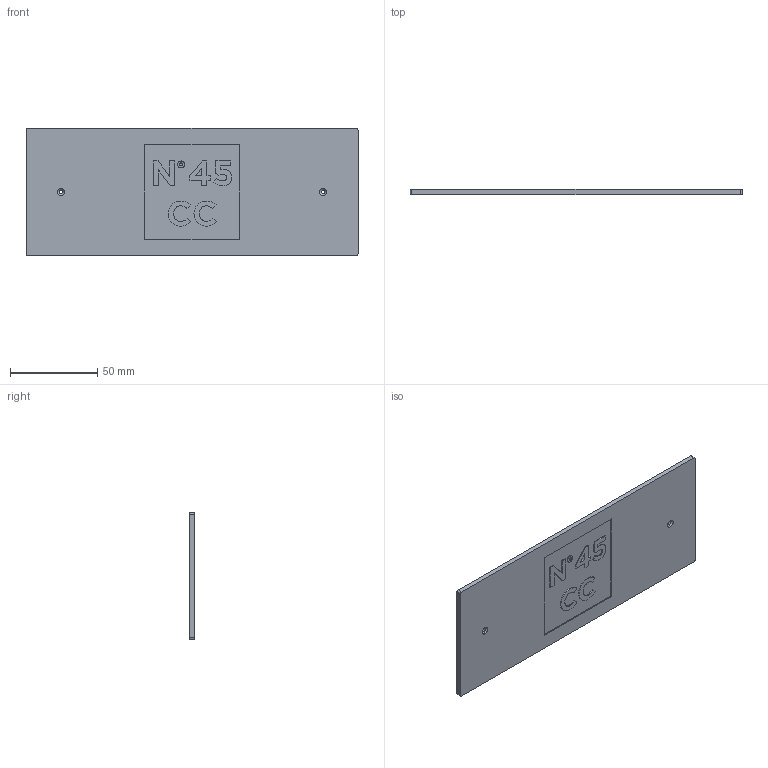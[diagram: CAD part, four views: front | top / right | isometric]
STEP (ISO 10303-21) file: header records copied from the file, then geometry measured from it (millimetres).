
FILE_DESCRIPTION (( 'STEP AP203' ), '1' );
FILE_NAME ('5_weight.STEP', '2020-09-13T23:24:13', ( '' ), ( '' ), 'SwSTEP 2.0', 'SolidWorks 2020', '' );
FILE_SCHEMA (( 'CONFIG_CONTROL_DESIGN' ));
Length unit declared in the file: millimetre
Products named in the file (1): 5_weight
Bounding box: 189.8 x 3 x 72.8 mm (x, y, z)
Volume: 40170 mm3; surface area: 29508.1 mm2
Topology: 1 solids, 1 shells, 98 faces, 257 edges, 170 vertices
Faces by surface type: plane 58, bspline 24, cylinder 12, cone 4
Entity records: 4286 total; most frequent: CARTESIAN_POINT 1918, ORIENTED_EDGE 514, DIRECTION 387, EDGE_CURVE 257, LINE 181, VECTOR 181, VERTEX_POINT 170, EDGE_LOOP 111
